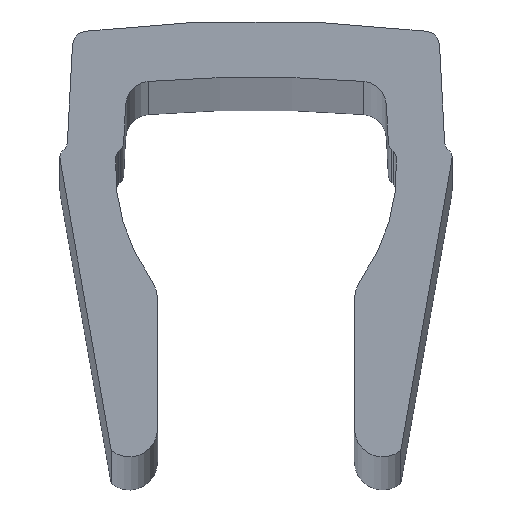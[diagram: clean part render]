
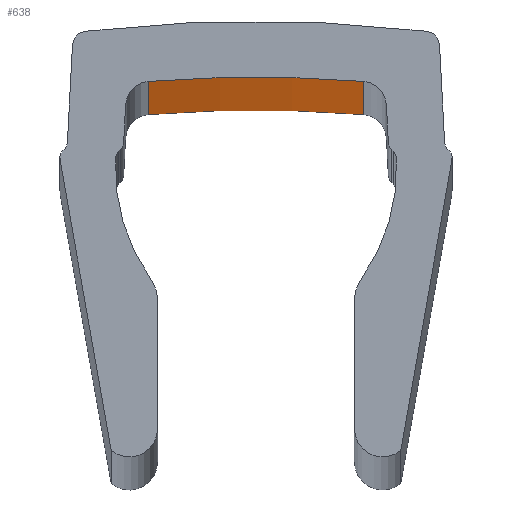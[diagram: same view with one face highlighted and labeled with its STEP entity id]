
A CAD part, top view. The second image highlights one B-rep face of the part: STEP entity #638.
In plain terms, the highlighted cylindrical face has radius 19.2 mm (diameter 38.4 mm), a partial arc.
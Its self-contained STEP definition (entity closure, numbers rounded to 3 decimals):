
#34=CIRCLE('',#700,19.2);
#35=CIRCLE('',#701,19.2);
#67=CYLINDRICAL_SURFACE('',#699,19.2);
#128=ORIENTED_EDGE('',*,*,#309,.T.);
#129=ORIENTED_EDGE('',*,*,#308,.F.);
#130=ORIENTED_EDGE('',*,*,#310,.F.);
#131=ORIENTED_EDGE('',*,*,#311,.T.);
#308=EDGE_CURVE('',#393,#392,#454,.T.);
#309=EDGE_CURVE('',#394,#392,#34,.T.);
#310=EDGE_CURVE('',#395,#393,#35,.T.);
#311=EDGE_CURVE('',#395,#394,#455,.T.);
#392=VERTEX_POINT('',#1025);
#393=VERTEX_POINT('',#1027);
#394=VERTEX_POINT('',#1031);
#395=VERTEX_POINT('',#1033);
#454=LINE('',#1028,#510);
#455=LINE('',#1034,#511);
#510=VECTOR('',#823,1000.);
#511=VECTOR('',#830,1000.);
#556=EDGE_LOOP('',(#128,#129,#130,#131));
#590=FACE_BOUND('',#556,.T.);
#638=ADVANCED_FACE('',(#590),#67,.F.);
#699=AXIS2_PLACEMENT_3D('',#1029,#824,#825);
#700=AXIS2_PLACEMENT_3D('',#1030,#826,#827);
#701=AXIS2_PLACEMENT_3D('',#1032,#828,#829);
#823=DIRECTION('',(0.,0.,1.));
#824=DIRECTION('',(0.,0.,1.));
#825=DIRECTION('',(1.,0.,0.));
#826=DIRECTION('',(0.,0.,1.));
#827=DIRECTION('',(1.,0.,0.));
#828=DIRECTION('',(0.,0.,1.));
#829=DIRECTION('',(1.,0.,0.));
#830=DIRECTION('',(0.,0.,1.));
#1025=CARTESIAN_POINT('',(-1.532,4.939,0.));
#1027=CARTESIAN_POINT('',(-1.532,4.939,-270.));
#1028=CARTESIAN_POINT('',(-1.532,4.939,-270.));
#1029=CARTESIAN_POINT('',(0.,-14.2,-270.));
#1030=CARTESIAN_POINT('',(0.,-14.2,0.));
#1031=CARTESIAN_POINT('',(1.532,4.939,0.));
#1032=CARTESIAN_POINT('',(0.,-14.2,-270.));
#1033=CARTESIAN_POINT('',(1.532,4.939,-270.));
#1034=CARTESIAN_POINT('',(1.532,4.939,-270.));
